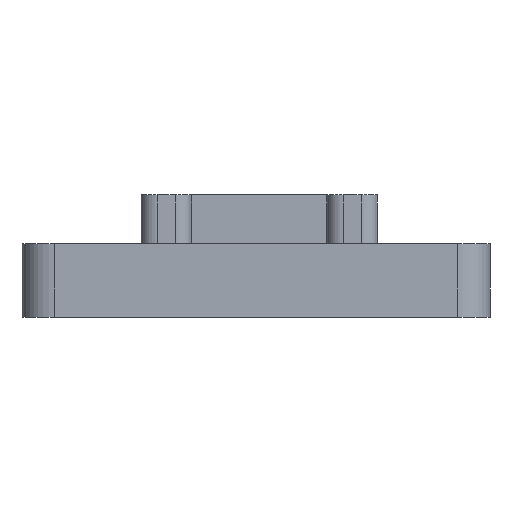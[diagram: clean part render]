
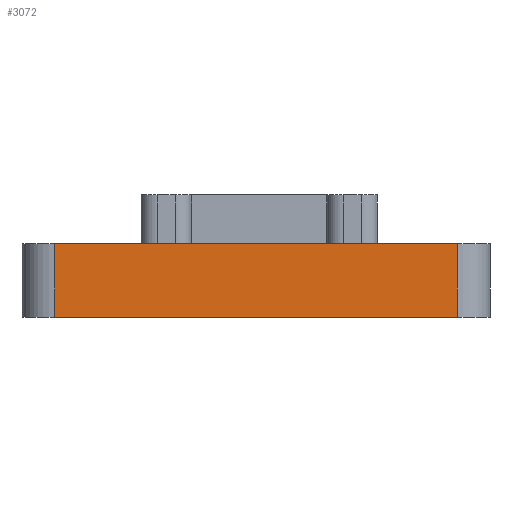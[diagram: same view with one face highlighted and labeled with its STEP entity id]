
A CAD part, left-side view. The second image highlights one B-rep face of the part: STEP entity #3072.
In plain terms, the highlighted planar face has unit normal (-1, 0, 0).
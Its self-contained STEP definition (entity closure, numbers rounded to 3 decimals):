
#133 = ORIENTED_EDGE ( 'NONE', *, *, #2369, .F. ) ;
#227 = LINE ( 'NONE', #4446, #3335 ) ;
#247 = AXIS2_PLACEMENT_3D ( 'NONE', #723, #3648, #772 ) ;
#301 = CARTESIAN_POINT ( 'NONE',  ( -18.65, 12.35, 4.5 ) ) ;
#319 = LINE ( 'NONE', #301, #620 ) ;
#402 = DIRECTION ( 'NONE',  ( 0., -1., 0. ) ) ;
#471 = CARTESIAN_POINT ( 'NONE',  ( -18.65, 12.35, 4.5 ) ) ;
#620 = VECTOR ( 'NONE', #3511, 1000. ) ;
#723 = CARTESIAN_POINT ( 'NONE',  ( -18.65, -12.35, 4.5 ) ) ;
#729 = ORIENTED_EDGE ( 'NONE', *, *, #2994, .F. ) ;
#745 = CARTESIAN_POINT ( 'NONE',  ( -18.65, -12.35, 4.5 ) ) ;
#772 = DIRECTION ( 'NONE',  ( 0., 0., -1. ) ) ;
#796 = VERTEX_POINT ( 'NONE', #2364 ) ;
#819 = LINE ( 'NONE', #745, #4535 ) ;
#1075 = LINE ( 'NONE', #1448, #1735 ) ;
#1165 = FACE_OUTER_BOUND ( 'NONE', #2918, .T. ) ;
#1186 = VERTEX_POINT ( 'NONE', #2725 ) ;
#1380 = VERTEX_POINT ( 'NONE', #3715 ) ;
#1448 = CARTESIAN_POINT ( 'NONE',  ( -18.65, -12.35, 0. ) ) ;
#1735 = VECTOR ( 'NONE', #4186, 1000. ) ;
#1852 = EDGE_CURVE ( 'NONE', #1380, #3077, #319, .T. ) ;
#1981 = ORIENTED_EDGE ( 'NONE', *, *, #1852, .F. ) ;
#2338 = DIRECTION ( 'NONE',  ( 0., 0., -1. ) ) ;
#2364 = CARTESIAN_POINT ( 'NONE',  ( -18.65, -12.35, 4.5 ) ) ;
#2369 = EDGE_CURVE ( 'NONE', #796, #1186, #227, .T. ) ;
#2630 = ORIENTED_EDGE ( 'NONE', *, *, #3554, .F. ) ;
#2725 = CARTESIAN_POINT ( 'NONE',  ( -18.65, -12.35, 0. ) ) ;
#2918 = EDGE_LOOP ( 'NONE', ( #133, #729, #1981, #2630 ) ) ;
#2994 = EDGE_CURVE ( 'NONE', #3077, #796, #819, .T. ) ;
#3072 = ADVANCED_FACE ( 'NONE', ( #1165 ), #3548, .F. ) ;
#3077 = VERTEX_POINT ( 'NONE', #471 ) ;
#3335 = VECTOR ( 'NONE', #2338, 1000. ) ;
#3511 = DIRECTION ( 'NONE',  ( 0., 0., 1. ) ) ;
#3548 = PLANE ( 'NONE',  #247 ) ;
#3554 = EDGE_CURVE ( 'NONE', #1186, #1380, #1075, .T. ) ;
#3648 = DIRECTION ( 'NONE',  ( 1., 0., 0. ) ) ;
#3715 = CARTESIAN_POINT ( 'NONE',  ( -18.65, 12.35, 0. ) ) ;
#4186 = DIRECTION ( 'NONE',  ( 0., 1., 0. ) ) ;
#4446 = CARTESIAN_POINT ( 'NONE',  ( -18.65, -12.35, 4.5 ) ) ;
#4535 = VECTOR ( 'NONE', #402, 1000. ) ;
